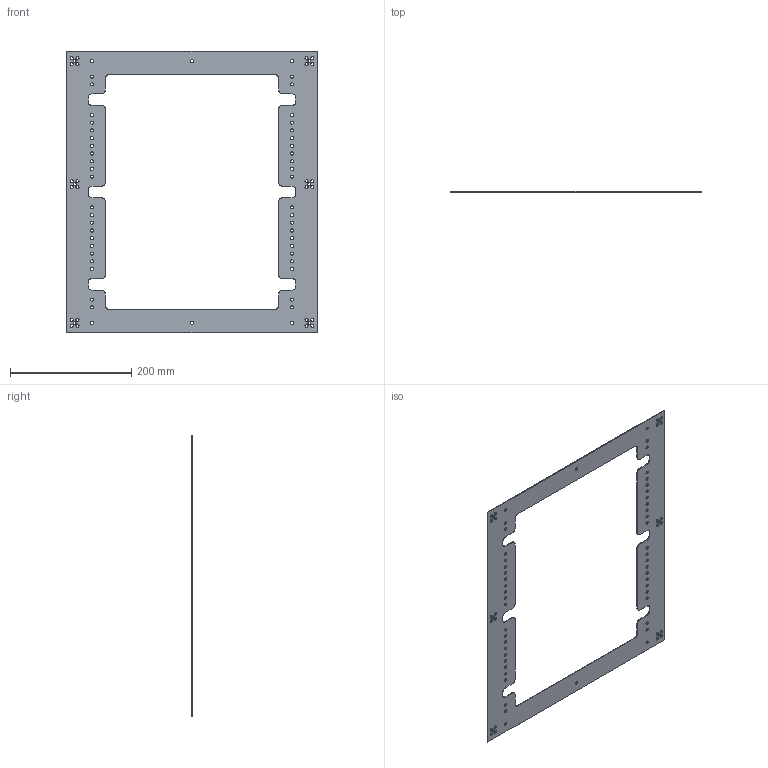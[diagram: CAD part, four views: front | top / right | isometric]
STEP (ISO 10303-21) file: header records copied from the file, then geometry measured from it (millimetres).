
FILE_DESCRIPTION(/* description */ ('STEP AP242','CAx-IF Rec.Pracs.---Representation and Presentation of Product Manufacturing Information (PMI)---4.0---2014-10-13','CAx-IF Rec.Pracs.---3D Tessellated Geometry---0.4---2014-09-14','2;1'),/* implementation_level */ '2;1');
FILE_NAME(/* name */ 'Main parts - Back',/* time_stamp */ '2025-03-27T00:39:52Z',/* author */ (''),/* organization */ (''),/* preprocessor_version */ 'ST-DEVELOPER v20',/* originating_system */ 'ONSHAPE BY PTC INC, 1.195',/* authorisation */ ' ');
FILE_SCHEMA (('AP242_MANAGED_MODEL_BASED_3D_ENGINEERING_MIM_LF { 1 0 10303 442 1 1 4 }'));
Length unit declared in the file: metre
Products named in the file (1): Back
Bounding box: 412.9 x 1.59 x 463.7 mm (x, y, z)
Volume: 120506.1 mm3; surface area: 159199.2 mm2
Topology: 1 solids, 1 shells, 142 faces, 420 edges, 280 vertices
Faces by surface type: cylinder 108, plane 34
Full cylindrical faces by diameter (mm): 5.105 x80
Entity records: 4806 total; most frequent: DIRECTION 842, CARTESIAN_POINT 763, ORIENTED_EDGE 680, EDGE_LOOP 384, FACE_BOUND 384, AXIS2_PLACEMENT_3D 359, EDGE_CURVE 340, VERTEX_POINT 280
